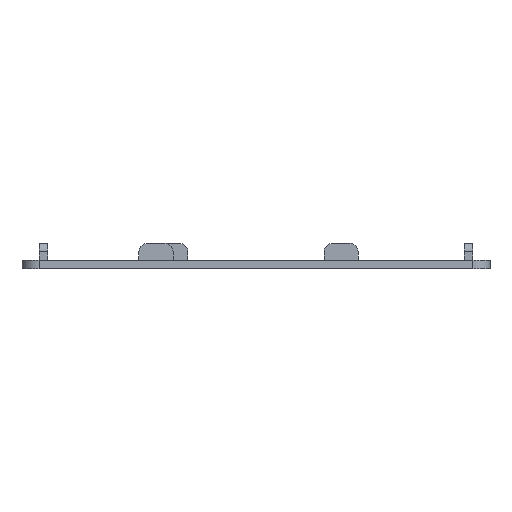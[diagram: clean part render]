
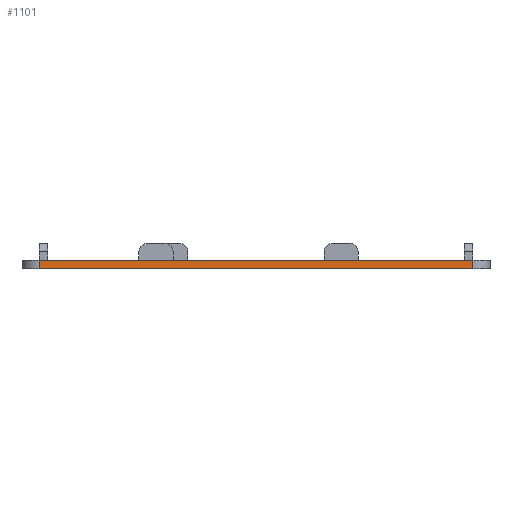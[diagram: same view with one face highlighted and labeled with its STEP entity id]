
A CAD part, front view. The second image highlights one B-rep face of the part: STEP entity #1101.
In plain terms, the highlighted planar face has unit normal (0, -1, 0).
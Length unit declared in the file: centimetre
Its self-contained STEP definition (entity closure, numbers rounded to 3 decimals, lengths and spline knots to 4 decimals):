
#135=PLANE('',#1199);
#211=VECTOR('',#1379,1.);
#222=VECTOR('',#1413,1.);
#235=VECTOR('',#1450,1.);
#236=VECTOR('',#1452,1.);
#313=LINE('',#1675,#211);
#324=LINE('',#1720,#222);
#337=LINE('',#1754,#235);
#338=LINE('',#1756,#236);
#411=VERTEX_POINT('',#1674);
#412=VERTEX_POINT('',#1676);
#433=VERTEX_POINT('',#1719);
#434=VERTEX_POINT('',#1721);
#581=EDGE_CURVE('',#411,#412,#313,.T.);
#603=EDGE_CURVE('',#434,#433,#324,.T.);
#621=EDGE_CURVE('',#411,#434,#337,.T.);
#622=EDGE_CURVE('',#412,#433,#338,.T.);
#881=ORIENTED_EDGE('',*,*,#603,.T.);
#882=ORIENTED_EDGE('',*,*,#622,.F.);
#883=ORIENTED_EDGE('',*,*,#581,.F.);
#884=ORIENTED_EDGE('',*,*,#621,.T.);
#972=EDGE_LOOP('',(#881,#882,#883,#884));
#1042=FACE_BOUND('',#972,.T.);
#1101=ADVANCED_FACE('',(#1042),#135,.T.);
#1199=AXIS2_PLACEMENT_3D('',#1755,#1451,$);
#1379=DIRECTION('',(-1.,0.,0.));
#1413=DIRECTION('',(-1.,0.,0.));
#1450=DIRECTION('',(0.,0.,1.));
#1451=DIRECTION('',(0.,-1.,0.));
#1452=DIRECTION('',(0.,0.,1.));
#1674=CARTESIAN_POINT('',(5.8166,-5.5626,0.));
#1675=CARTESIAN_POINT('',(5.8166,-5.5626,0.));
#1676=CARTESIAN_POINT('',(-7.1374,-5.5626,0.));
#1719=CARTESIAN_POINT('',(-7.1374,-5.5626,0.254));
#1720=CARTESIAN_POINT('',(5.8166,-5.5626,0.254));
#1721=CARTESIAN_POINT('',(5.8166,-5.5626,0.254));
#1754=CARTESIAN_POINT('',(5.8166,-5.5626,0.));
#1755=CARTESIAN_POINT('',(-0.6604,-5.5626,0.));
#1756=CARTESIAN_POINT('',(-7.1374,-5.5626,0.));
